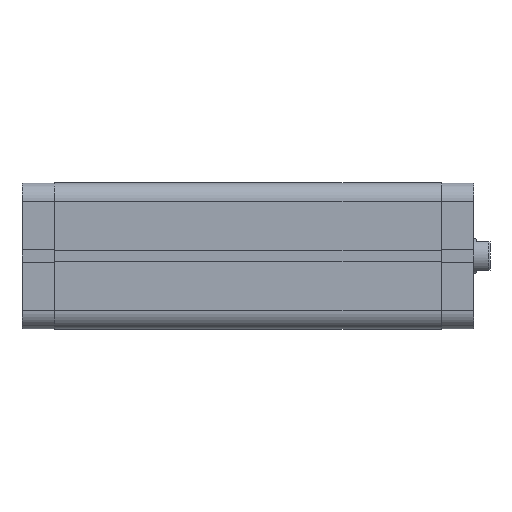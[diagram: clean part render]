
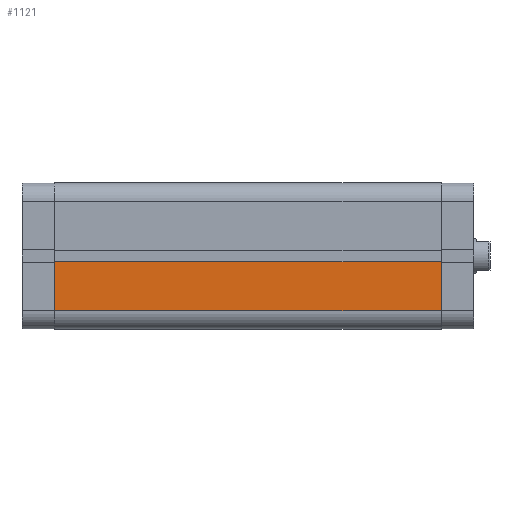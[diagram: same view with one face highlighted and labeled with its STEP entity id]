
A CAD part, front view. The second image highlights one B-rep face of the part: STEP entity #1121.
In plain terms, the highlighted planar face has unit normal (0, -1, 0).
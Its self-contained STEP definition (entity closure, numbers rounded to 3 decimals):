
#301 = CARTESIAN_POINT ( 'NONE',  ( -25., -33.5, 176.5 ) ) ;
#322 = CARTESIAN_POINT ( 'NONE',  ( -25., -33.5, 0. ) ) ;
#744 = CARTESIAN_POINT ( 'NONE',  ( -2.6, -33.5, 176.5 ) ) ;
#873 = CARTESIAN_POINT ( 'NONE',  ( -2.6, -33.5, 0. ) ) ;
#937 = VERTEX_POINT ( 'NONE', #873 ) ;
#981 = VERTEX_POINT ( 'NONE', #744 ) ;
#992 = VERTEX_POINT ( 'NONE', #301 ) ;
#1010 = VERTEX_POINT ( 'NONE', #322 ) ;
#1121 = ADVANCED_FACE ( 'NONE', ( #2837 ), #3603, .F. ) ;
#1255 = ORIENTED_EDGE ( 'NONE', *, *, #3298, .T. ) ;
#1265 = ORIENTED_EDGE ( 'NONE', *, *, #3293, .F. ) ;
#1269 = ORIENTED_EDGE ( 'NONE', *, *, #3294, .T. ) ;
#1317 = ORIENTED_EDGE ( 'NONE', *, *, #3297, .F. ) ;
#1490 = AXIS2_PLACEMENT_3D ( 'NONE', #3602, #3605, #3606 ) ;
#2837 = FACE_OUTER_BOUND ( 'NONE', #5511, .T. ) ;
#3293 = EDGE_CURVE ( 'NONE', #992, #981, #4710, .T. ) ;
#3294 = EDGE_CURVE ( 'NONE', #992, #1010, #4715, .T. ) ;
#3297 = EDGE_CURVE ( 'NONE', #981, #937, #4721, .T. ) ;
#3298 = EDGE_CURVE ( 'NONE', #1010, #937, #4719, .T. ) ;
#3602 = CARTESIAN_POINT ( 'NONE',  ( 0., -33.5, 176.5 ) ) ;
#3603 = PLANE ( 'NONE',  #1490 ) ;
#3605 = DIRECTION ( 'NONE',  ( 0., 1., 0. ) ) ;
#3606 = DIRECTION ( 'NONE',  ( 0., 0., 1. ) ) ;
#4371 = CARTESIAN_POINT ( 'NONE',  ( 0., -33.5, 176.5 ) ) ;
#4372 = DIRECTION ( 'NONE',  ( 1., 0., 0. ) ) ;
#4373 = CARTESIAN_POINT ( 'NONE',  ( 0., -33.5, 0. ) ) ;
#4374 = CARTESIAN_POINT ( 'NONE',  ( -25., -33.5, 176.5 ) ) ;
#4375 = DIRECTION ( 'NONE',  ( 0., 0., -1. ) ) ;
#4381 = CARTESIAN_POINT ( 'NONE',  ( -2.6, -33.5, 176.5 ) ) ;
#4382 = DIRECTION ( 'NONE',  ( 0., 0., -1. ) ) ;
#4384 = DIRECTION ( 'NONE',  ( 1., 0., 0. ) ) ;
#4701 = VECTOR ( 'NONE', #4372, 1000. ) ;
#4710 = LINE ( 'NONE', #4371, #4701 ) ;
#4715 = LINE ( 'NONE', #4374, #4716 ) ;
#4716 = VECTOR ( 'NONE', #4375, 1000. ) ;
#4719 = LINE ( 'NONE', #4373, #4723 ) ;
#4721 = LINE ( 'NONE', #4381, #4722 ) ;
#4722 = VECTOR ( 'NONE', #4382, 1000. ) ;
#4723 = VECTOR ( 'NONE', #4384, 1000. ) ;
#5511 = EDGE_LOOP ( 'NONE', ( #1255, #1317, #1265, #1269 ) ) ;
